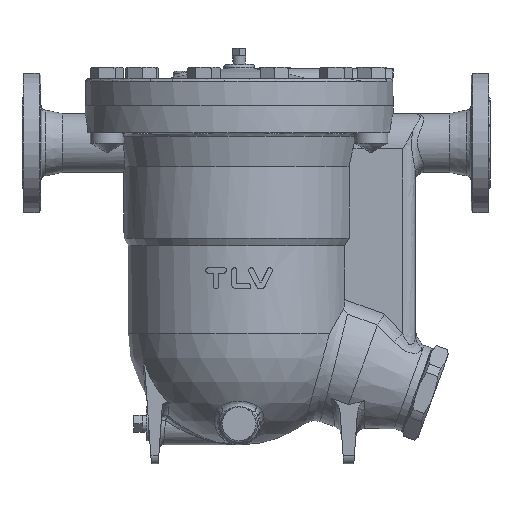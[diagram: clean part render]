
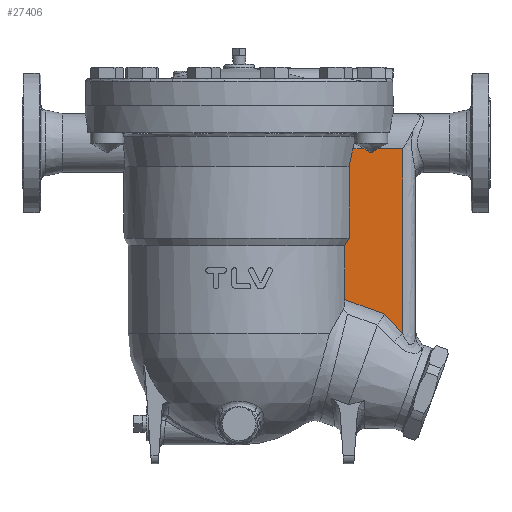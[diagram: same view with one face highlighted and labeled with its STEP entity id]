
A CAD part, front view. The second image highlights one B-rep face of the part: STEP entity #27406.
In plain terms, the highlighted planar face has unit normal (0, -1, 0).
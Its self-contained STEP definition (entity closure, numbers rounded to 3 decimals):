
#19412=CARTESIAN_POINT('',(194.,-42.0,-51.));
#19413=VERTEX_POINT('',#19412);
#19427=CARTESIAN_POINT('',(194.,-42.0,-269.88));
#19428=VERTEX_POINT('',#19427);
#19429=CARTESIAN_POINT('',(194.,-42.0,-51.));
#19430=DIRECTION('',(0.0,0.0,-1.0));
#19431=VECTOR('',#19430,218.88);
#19432=LINE('',#19429,#19431);
#19433=EDGE_CURVE('',#19413,#19428,#19432,.T.);
#19921=CARTESIAN_POINT('',(164.325,-42.0,-51.));
#19922=VERTEX_POINT('',#19921);
#19933=CARTESIAN_POINT('',(194.,-42.0,-51.));
#19934=DIRECTION('',(-1.0,0.0,0.0));
#19935=VECTOR('',#19934,29.675);
#19936=LINE('',#19933,#19935);
#19937=EDGE_CURVE('',#19413,#19922,#19936,.T.);
#20001=CARTESIAN_POINT('',(148.574,-42.0,-51.));
#20002=VERTEX_POINT('',#20001);
#20015=CARTESIAN_POINT('',(164.325,-42.,-51.));
#20016=CARTESIAN_POINT('',(161.346,-42.,-52.72));
#20017=CARTESIAN_POINT('',(158.898,-42.,-54.133));
#20018=CARTESIAN_POINT('',(157.53,-42.,-54.922));
#20019=CARTESIAN_POINT('',(156.827,-42.,-55.326));
#20020=CARTESIAN_POINT('',(156.546,-42.,-55.48));
#20021=CARTESIAN_POINT('',(156.441,-42.,-55.509));
#20022=CARTESIAN_POINT('',(156.325,-42.,-55.465));
#20023=CARTESIAN_POINT('',(156.026,-42.,-55.299));
#20024=CARTESIAN_POINT('',(155.144,-42.,-54.792));
#20025=CARTESIAN_POINT('',(152.512,-42.,-53.273));
#20026=CARTESIAN_POINT('',(148.574,-42.,-51.));
#20034=(BOUNDED_CURVE()B_SPLINE_CURVE(2,(#20015,#20016,#20017,#20018,#20019,#20020,#20021,#20022,#20023,#20024,#20025,#20026),.UNSPECIFIED.,.F.,.U.)B_SPLINE_CURVE_WITH_KNOTS((3,1,1,1,1,1,1,1,1,1,3),(0.0,0.011,0.029,0.082,0.239,0.67,1.248,1.597,1.743,1.796,1.814),.UNSPECIFIED.)CURVE()GEOMETRIC_REPRESENTATION_ITEM()RATIONAL_B_SPLINE_CURVE((1.0,1.599,3.145,6.845,17.186,40.609,54.863,36.01,15.639,5.737,1.98,1.0))REPRESENTATION_ITEM(''));
#20035=EDGE_CURVE('',#19922,#20002,#20034,.T.);
#20193=CARTESIAN_POINT('',(130.403,-42.0,-72.));
#20194=VERTEX_POINT('',#20193);
#20202=CARTESIAN_POINT('',(134.809,-42.0,-51.));
#20203=VERTEX_POINT('',#20202);
#20204=CARTESIAN_POINT('',(130.403,-42.0,-72.));
#20205=CARTESIAN_POINT('',(132.573,-42.0,-61.674));
#20206=CARTESIAN_POINT('',(134.809,-42.0,-51.));
#20214=(BOUNDED_CURVE()B_SPLINE_CURVE(2,(#20204,#20205,#20206),.UNSPECIFIED.,.F.,.U.)B_SPLINE_CURVE_WITH_KNOTS((3,3),(0.,2.146),.UNSPECIFIED.)CURVE()GEOMETRIC_REPRESENTATION_ITEM()RATIONAL_B_SPLINE_CURVE((1.,1.,1.0))REPRESENTATION_ITEM(''));
#20215=EDGE_CURVE('',#20194,#20203,#20214,.T.);
#20304=CARTESIAN_POINT('',(148.574,-42.0,-51.));
#20305=DIRECTION('',(-1.0,0.0,0.0));
#20306=VECTOR('',#20305,13.765);
#20307=LINE('',#20304,#20306);
#20308=EDGE_CURVE('',#20002,#20203,#20307,.T.);
#26597=CARTESIAN_POINT('',(125.14,-42.0,-229.652));
#26598=VERTEX_POINT('',#26597);
#26612=CARTESIAN_POINT('',(125.14,-42.0,-165.66));
#26613=VERTEX_POINT('',#26612);
#26614=CARTESIAN_POINT('',(125.14,-42.0,-229.652));
#26615=DIRECTION('',(0.0,0.0,1.0));
#26616=VECTOR('',#26615,63.992);
#26617=LINE('',#26614,#26616);
#26618=EDGE_CURVE('',#26598,#26613,#26617,.T.);
#26745=CARTESIAN_POINT('',(172.452,-42.,-246.872));
#26746=VERTEX_POINT('',#26745);
#26747=CARTESIAN_POINT('',(194.,-42.,-269.88));
#26748=CARTESIAN_POINT('',(191.002,-42.,-266.52));
#26749=CARTESIAN_POINT('',(183.907,-42.,-258.768));
#26750=CARTESIAN_POINT('',(176.643,-42.,-251.174));
#26751=CARTESIAN_POINT('',(172.452,-42.,-246.872));
#26752=B_SPLINE_CURVE_WITH_KNOTS('',3,(#26747,#26748,#26749,#26750,#26751),.UNSPECIFIED.,.F.,.U.,(4,1,4),(0.0,1.351,3.152),.UNSPECIFIED.);
#26753=EDGE_CURVE('',#19428,#26746,#26752,.T.);
#26793=CARTESIAN_POINT('',(172.452,-42.,-246.872));
#26794=DIRECTION('',(-0.94,0.,0.342));
#26795=VECTOR('',#26794,50.348);
#26796=LINE('',#26793,#26795);
#26797=EDGE_CURVE('',#26746,#26598,#26796,.T.);
#27370=CARTESIAN_POINT('',(209.,-42.0,-51.));
#27371=DIRECTION('',(0.0,-1.0,0.0));
#27372=DIRECTION('',(0.0,0.0,-1.0));
#27373=AXIS2_PLACEMENT_3D('',#27370,#27371,#27372);
#27374=PLANE('',#27373);
#27375=ORIENTED_EDGE('',*,*,#20035,.T.);
#27376=ORIENTED_EDGE('',*,*,#20308,.T.);
#27377=ORIENTED_EDGE('',*,*,#20215,.F.);
#27378=CARTESIAN_POINT('',(130.403,-42.0,-157.));
#27379=VERTEX_POINT('',#27378);
#27380=CARTESIAN_POINT('',(130.403,-42.0,-157.));
#27381=DIRECTION('',(0.0,0.0,1.0));
#27382=VECTOR('',#27381,85.);
#27383=LINE('',#27380,#27382);
#27384=EDGE_CURVE('',#27379,#20194,#27383,.T.);
#27385=ORIENTED_EDGE('',*,*,#27384,.F.);
#27386=CARTESIAN_POINT('',(125.14,-42.0,-165.66));
#27387=CARTESIAN_POINT('',(127.723,-42.,-161.419));
#27388=CARTESIAN_POINT('',(130.403,-42.,-157.));
#27396=(BOUNDED_CURVE()B_SPLINE_CURVE(2,(#27386,#27387,#27388),.UNSPECIFIED.,.F.,.U.)B_SPLINE_CURVE_WITH_KNOTS((3,3),(0.0,1.013),.UNSPECIFIED.)CURVE()GEOMETRIC_REPRESENTATION_ITEM()RATIONAL_B_SPLINE_CURVE((1.0,1.,1.0))REPRESENTATION_ITEM(''));
#27397=EDGE_CURVE('',#26613,#27379,#27396,.T.);
#27398=ORIENTED_EDGE('',*,*,#27397,.F.);
#27399=ORIENTED_EDGE('',*,*,#26618,.F.);
#27400=ORIENTED_EDGE('',*,*,#26797,.F.);
#27401=ORIENTED_EDGE('',*,*,#26753,.F.);
#27402=ORIENTED_EDGE('',*,*,#19433,.F.);
#27403=ORIENTED_EDGE('',*,*,#19937,.T.);
#27404=EDGE_LOOP('',(#27375,#27376,#27377,#27385,#27398,#27399,#27400,#27401,#27402,#27403));
#27405=FACE_OUTER_BOUND('',#27404,.T.);
#27406=ADVANCED_FACE('',(#27405),#27374,.T.);
